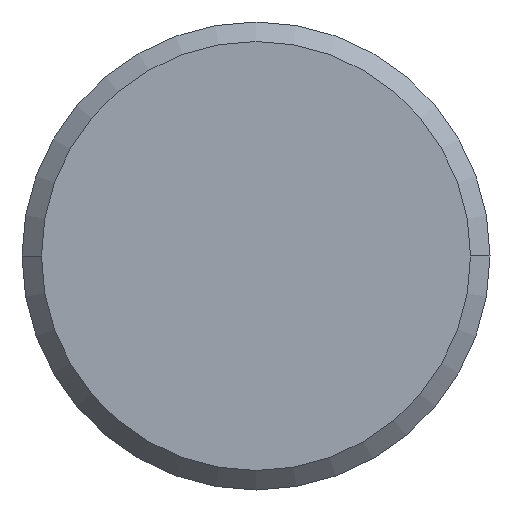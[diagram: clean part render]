
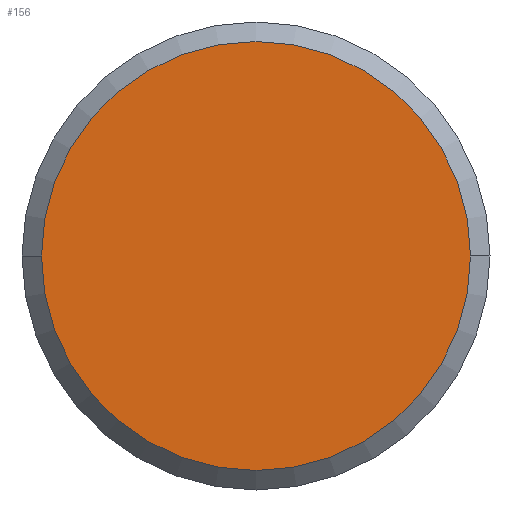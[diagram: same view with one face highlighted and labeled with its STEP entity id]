
A CAD part, left-side view. The second image highlights one B-rep face of the part: STEP entity #156.
In plain terms, the highlighted planar face has unit normal (-1, 0, 0).
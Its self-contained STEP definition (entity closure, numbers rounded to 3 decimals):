
#39 = CARTESIAN_POINT ( 'NONE',  ( 0., 0., 0. ) ) ;
#88 = DIRECTION ( 'NONE',  ( -1., 0., 0. ) ) ;
#93 = AXIS2_PLACEMENT_3D ( 'NONE', #39, #208, #233 ) ;
#102 = CIRCLE ( 'NONE', #282, 5.5 ) ;
#120 = ORIENTED_EDGE ( 'NONE', *, *, #192, .T. ) ;
#129 = EDGE_CURVE ( 'NONE', #270, #199, #102, .T. ) ;
#134 = DIRECTION ( 'NONE',  ( -1., 0., 0. ) ) ;
#156 = ADVANCED_FACE ( 'NONE', ( #159 ), #160, .T. ) ;
#159 = FACE_OUTER_BOUND ( 'NONE', #265, .T. ) ;
#160 = PLANE ( 'NONE',  #93 ) ;
#170 = ORIENTED_EDGE ( 'NONE', *, *, #129, .T. ) ;
#174 = AXIS2_PLACEMENT_3D ( 'NONE', #230, #88, #306 ) ;
#183 = CARTESIAN_POINT ( 'NONE',  ( 0., 0., 0. ) ) ;
#189 = CARTESIAN_POINT ( 'NONE',  ( 0., 5.5, 0. ) ) ;
#192 = EDGE_CURVE ( 'NONE', #199, #270, #285, .T. ) ;
#199 = VERTEX_POINT ( 'NONE', #308 ) ;
#208 = DIRECTION ( 'NONE',  ( -1., 0., 0. ) ) ;
#230 = CARTESIAN_POINT ( 'NONE',  ( 0., 0., 0. ) ) ;
#233 = DIRECTION ( 'NONE',  ( 0., -1., 0. ) ) ;
#259 = DIRECTION ( 'NONE',  ( 0., -1., 0. ) ) ;
#265 = EDGE_LOOP ( 'NONE', ( #170, #120 ) ) ;
#270 = VERTEX_POINT ( 'NONE', #189 ) ;
#282 = AXIS2_PLACEMENT_3D ( 'NONE', #183, #134, #259 ) ;
#285 = CIRCLE ( 'NONE', #174, 5.5 ) ;
#306 = DIRECTION ( 'NONE',  ( 0., -1., 0. ) ) ;
#308 = CARTESIAN_POINT ( 'NONE',  ( 0., -5.5, 0. ) ) ;
